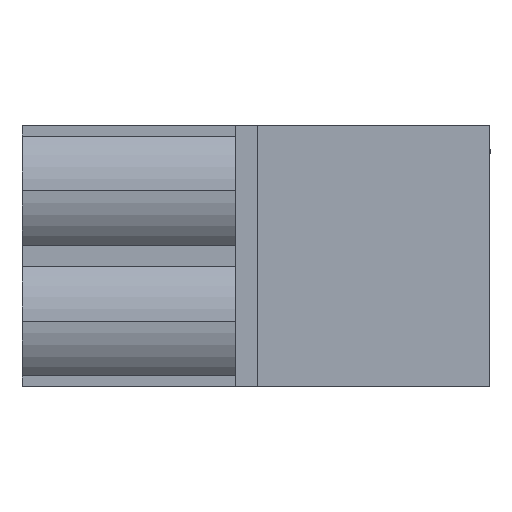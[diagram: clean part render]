
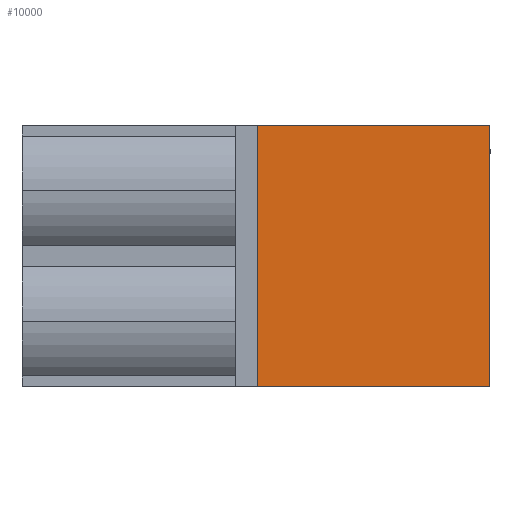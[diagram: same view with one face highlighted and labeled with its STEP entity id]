
A CAD part, front view. The second image highlights one B-rep face of the part: STEP entity #10000.
In plain terms, the highlighted planar face has unit normal (0, -1, 0).
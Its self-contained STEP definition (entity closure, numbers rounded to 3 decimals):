
#120=CARTESIAN_POINT('',(49.597,37.913,
   2.54));
#130=VERTEX_POINT('',#120);
#160=CARTESIAN_POINT('',(49.597,37.913,
   2.5));
#170=DIRECTION('',(0.,0.,
   1.));
#180=VECTOR('',#170,1.);
#190=LINE('',#160,#180);
#200=CARTESIAN_POINT('',(49.597,37.913,
   -7.62));
#210=VERTEX_POINT('',#200);
#220=EDGE_CURVE('',#210,#130,#190,.T.);
#9700=CARTESIAN_POINT('',(49.597,37.913,
   -0.08));
#9710=DIRECTION('',(0.,-1.,
   0.));
#9720=DIRECTION('',(-1.,0.,
   0.));
#9730=AXIS2_PLACEMENT_3D('',#9700,#9710,#9720);
#9740=PLANE('',#9730);
#9750=CARTESIAN_POINT('',(0.1,37.913,
   2.54));
#9760=DIRECTION('',(-1.,0.,
   0.));
#9770=VECTOR('',#9760,1.);
#9780=LINE('',#9750,#9770);
#9790=CARTESIAN_POINT('',(58.627,37.913,
   2.54));
#9800=VERTEX_POINT('',#9790);
#9810=EDGE_CURVE('',#9800,#130,#9780,.T.);
#9820=ORIENTED_EDGE('',*,*,#9810,.T.);
#9830=CARTESIAN_POINT('',(58.627,37.913,
   -0.08));
#9840=DIRECTION('',(0.,0.,
   -1.));
#9850=VECTOR('',#9840,1.);
#9860=LINE('',#9830,#9850);
#9870=CARTESIAN_POINT('',(58.627,37.913,
   -7.62));
#9880=VERTEX_POINT('',#9870);
#9890=EDGE_CURVE('',#9800,#9880,#9860,.T.);
#9900=ORIENTED_EDGE('',*,*,#9890,.F.);
#9910=CARTESIAN_POINT('',(0.1,37.913,
   -7.62));
#9920=DIRECTION('',(-1.,0.,
   0.));
#9930=VECTOR('',#9920,1.);
#9940=LINE('',#9910,#9930);
#9950=EDGE_CURVE('',#9880,#210,#9940,.T.);
#9960=ORIENTED_EDGE('',*,*,#9950,.F.);
#9970=ORIENTED_EDGE('',*,*,#220,.F.);
#9980=EDGE_LOOP('',(#9970,#9960,#9900,#9820));
#9990=FACE_OUTER_BOUND('',#9980,.T.);
#10000=ADVANCED_FACE('',(#9990),#9740,.T.);
